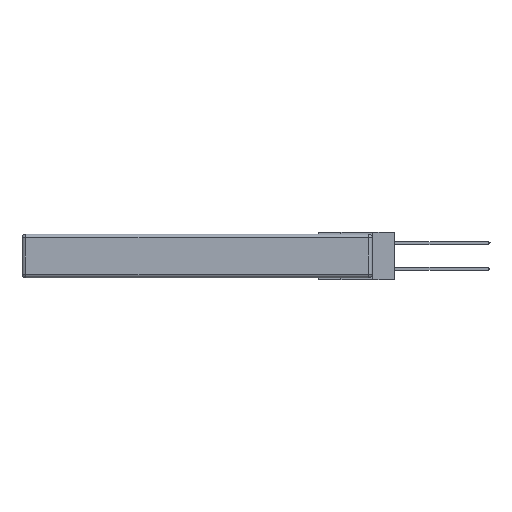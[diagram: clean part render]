
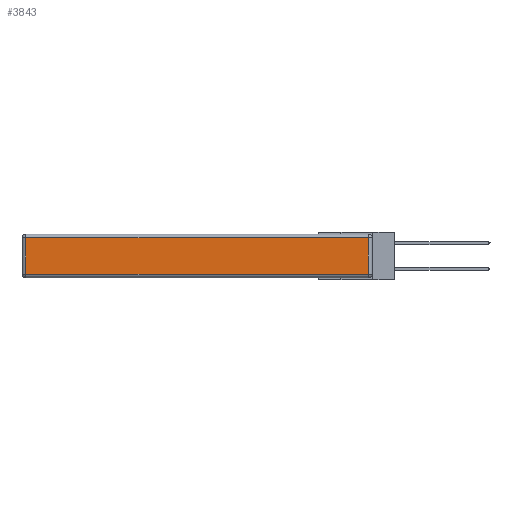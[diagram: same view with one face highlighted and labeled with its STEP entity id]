
A CAD part, left-side view. The second image highlights one B-rep face of the part: STEP entity #3843.
In plain terms, the highlighted planar face has unit normal (-1, 0, 0).
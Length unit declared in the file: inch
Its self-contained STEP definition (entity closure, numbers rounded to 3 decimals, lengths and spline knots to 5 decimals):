
#434 = ORIENTED_EDGE ( 'NONE', *, *, #8910, .T. ) ;
#632 = LINE ( 'NONE', #8017, #12041 ) ;
#1015 = CARTESIAN_POINT ( 'NONE',  ( 0., 0.03, -0.313 ) ) ;
#1409 = CARTESIAN_POINT ( 'NONE',  ( 0., 0., -0.343 ) ) ;
#2011 = EDGE_CURVE ( 'NONE', #14135, #12912, #4217, .T. ) ;
#2867 = VECTOR ( 'NONE', #8227, 39.37008 ) ;
#3499 = CARTESIAN_POINT ( 'NONE',  ( 0., 0.03, -0.03 ) ) ;
#3650 = ORIENTED_EDGE ( 'NONE', *, *, #9478, .T. ) ;
#3843 = ADVANCED_FACE ( 'NONE', ( #6255 ), #8565, .T. ) ;
#4217 = LINE ( 'NONE', #15367, #12085 ) ;
#4712 = DIRECTION ( 'NONE',  ( 0., 0., 1. ) ) ;
#4725 = LINE ( 'NONE', #10567, #2867 ) ;
#4767 = DIRECTION ( 'NONE',  ( 0., 1., 0. ) ) ;
#6255 = FACE_OUTER_BOUND ( 'NONE', #9205, .T. ) ;
#6468 = DIRECTION ( 'NONE',  ( 0., 0., 1. ) ) ;
#6712 = CARTESIAN_POINT ( 'NONE',  ( 0., 2.72, -0.313 ) ) ;
#8017 = CARTESIAN_POINT ( 'NONE',  ( 0., 0.03, -0.343 ) ) ;
#8227 = DIRECTION ( 'NONE',  ( 0., -1., 0. ) ) ;
#8565 = PLANE ( 'NONE',  #9371 ) ;
#8910 = EDGE_CURVE ( 'NONE', #12912, #13921, #9227, .T. ) ;
#9205 = EDGE_LOOP ( 'NONE', ( #3650, #13512, #11311, #434 ) ) ;
#9227 = LINE ( 'NONE', #15075, #10928 ) ;
#9371 = AXIS2_PLACEMENT_3D ( 'NONE', #1409, #9783, #6468 ) ;
#9407 = EDGE_CURVE ( 'NONE', #12145, #14135, #632, .T. ) ;
#9478 = EDGE_CURVE ( 'NONE', #13921, #12145, #4725, .T. ) ;
#9783 = DIRECTION ( 'NONE',  ( -1., 0., 0. ) ) ;
#10141 = DIRECTION ( 'NONE',  ( 0., 0., -1. ) ) ;
#10567 = CARTESIAN_POINT ( 'NONE',  ( 0., 0., -0.313 ) ) ;
#10928 = VECTOR ( 'NONE', #10141, 39.37008 ) ;
#11311 = ORIENTED_EDGE ( 'NONE', *, *, #2011, .T. ) ;
#12041 = VECTOR ( 'NONE', #4712, 39.37008 ) ;
#12085 = VECTOR ( 'NONE', #4767, 39.37008 ) ;
#12145 = VERTEX_POINT ( 'NONE', #1015 ) ;
#12912 = VERTEX_POINT ( 'NONE', #13155 ) ;
#13155 = CARTESIAN_POINT ( 'NONE',  ( 0., 2.72, -0.03 ) ) ;
#13512 = ORIENTED_EDGE ( 'NONE', *, *, #9407, .T. ) ;
#13921 = VERTEX_POINT ( 'NONE', #6712 ) ;
#14135 = VERTEX_POINT ( 'NONE', #3499 ) ;
#15075 = CARTESIAN_POINT ( 'NONE',  ( 0., 2.72, -0.343 ) ) ;
#15367 = CARTESIAN_POINT ( 'NONE',  ( 0., 2.75, -0.03 ) ) ;
